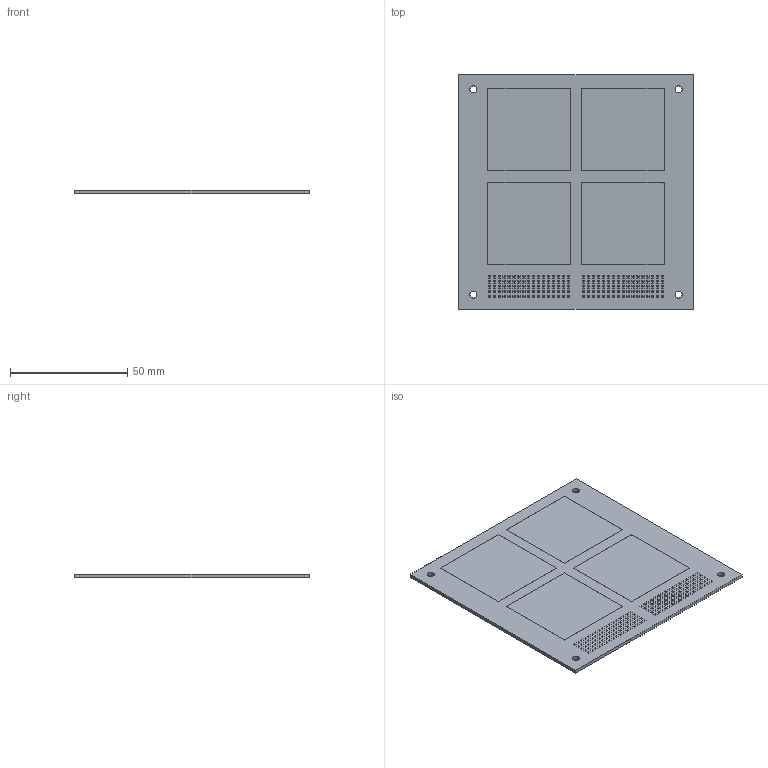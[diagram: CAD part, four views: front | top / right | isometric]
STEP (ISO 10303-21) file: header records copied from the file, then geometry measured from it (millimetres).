
FILE_DESCRIPTION(('KiCad electronic assembly'),'2;1');
FILE_NAME('ergasPCB.kicad_pcb -3.step','2025-03-14T17:07:36',('Pcbnew'), ('Kicad'),'Open CASCADE STEP processor 7.8','KiCad to STEP converter', 'Unknown');
FILE_SCHEMA(('AUTOMOTIVE_DESIGN { 1 0 10303 214 1 1 1 1 }'));
Length unit declared in the file: millimetre
Products named in the file (3): ergasPCB.kicad_pcb -3 1; epoxyresistivitytestPCB.kicad_pcb -3_pad; epoxyresistivitytestPCB.kicad_pcb -3_PCB
Assembly tree (2 placements, depth 2):
  ergasPCB.kicad_pcb -3 1
    epoxyresistivitytestPCB.kicad_pcb -3_pad
    epoxyresistivitytestPCB.kicad_pcb -3_PCB
Bounding box: 100 x 100 x 1.59 mm (x, y, z)
Volume: 15284 mm3; surface area: 32007.3 mm2
Topology: 181 solids, 181 shells, 1532 faces, 2847 edges, 1898 vertices
Faces by surface type: plane 1307, cylinder 225
Full cylindrical faces by diameter (mm): 0.15 x220, 0.25 x1, 3 x4
Entity records: 38574 total; most frequent: DIRECTION 6367, CARTESIAN_POINT 6280, ORIENTED_EDGE 5694, EDGE_CURVE 2847, LINE 2397, VECTOR 2397, AXIS2_PLACEMENT_3D 1985, VERTEX_POINT 1898
